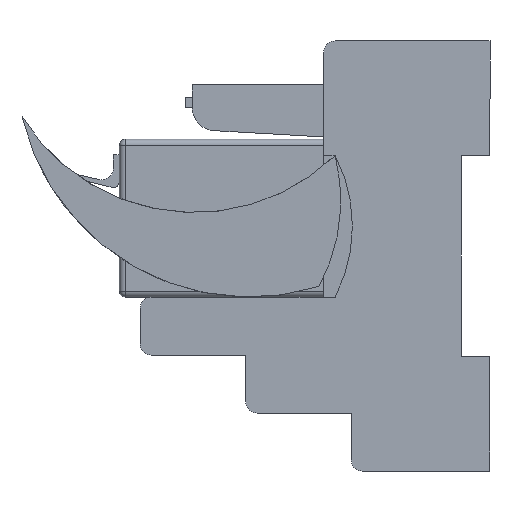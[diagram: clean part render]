
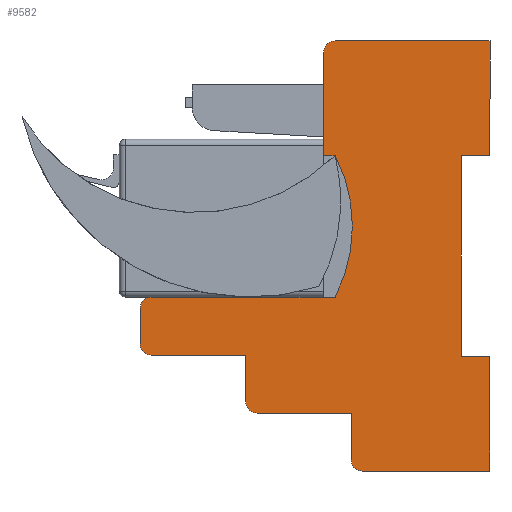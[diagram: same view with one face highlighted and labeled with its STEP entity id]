
A CAD part, left-side view. The second image highlights one B-rep face of the part: STEP entity #9582.
In plain terms, the highlighted planar face has unit normal (-1, 0, 0).
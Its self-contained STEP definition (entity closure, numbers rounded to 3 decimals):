
#4335=CARTESIAN_POINT('',(0.0,61.,-52.77));
#4336=VERTEX_POINT('',#4335);
#4345=CARTESIAN_POINT('',(0.0,61.,-46.655));
#4346=VERTEX_POINT('',#4345);
#4347=CARTESIAN_POINT('',(0.0,61.,-46.655));
#4348=DIRECTION('',(0.0,0.0,-1.0));
#4349=VECTOR('',#4348,6.115);
#4350=LINE('',#4347,#4349);
#4351=EDGE_CURVE('',#4346,#4336,#4350,.T.);
#9353=CARTESIAN_POINT('',(0.0,29.,-2.));
#9354=VERTEX_POINT('',#9353);
#9361=CARTESIAN_POINT('',(0.0,27.,0.0));
#9362=VERTEX_POINT('',#9361);
#9363=CARTESIAN_POINT('',(0.0,27.,-2.));
#9364=DIRECTION('',(1.0,0.0,0.0));
#9365=DIRECTION('',(0.0,0.707,0.707));
#9366=AXIS2_PLACEMENT_3D('',#9363,#9364,#9365);
#9367=CIRCLE('',#9366,2.0);
#9368=EDGE_CURVE('',#9354,#9362,#9367,.T.);
#9385=CARTESIAN_POINT('',(0.0,0.0,0.0));
#9386=VERTEX_POINT('',#9385);
#9387=CARTESIAN_POINT('',(0.0,27.,0.0));
#9388=DIRECTION('',(0.0,-1.0,0.0));
#9389=VECTOR('',#9388,27.);
#9390=LINE('',#9387,#9389);
#9391=EDGE_CURVE('',#9362,#9386,#9390,.T.);
#9410=CARTESIAN_POINT('',(0.0,51.8,-49.712));
#9411=DIRECTION('',(1.0,0.0,0.0));
#9412=DIRECTION('',(0.0,0.0,-1.0));
#9413=AXIS2_PLACEMENT_3D('',#9410,#9411,#9412);
#9414=PLANE('',#9413);
#9415=ORIENTED_EDGE('',*,*,#9368,.F.);
#9416=CARTESIAN_POINT('',(0.0,29.,-20.0));
#9417=VERTEX_POINT('',#9416);
#9418=CARTESIAN_POINT('',(0.0,29.,-20.0));
#9419=DIRECTION('',(0.0,0.0,1.0));
#9420=VECTOR('',#9419,18.);
#9421=LINE('',#9418,#9420);
#9422=EDGE_CURVE('',#9417,#9354,#9421,.T.);
#9423=ORIENTED_EDGE('',*,*,#9422,.F.);
#9424=CARTESIAN_POINT('',(0.0,27.,-20.0));
#9425=VERTEX_POINT('',#9424);
#9426=CARTESIAN_POINT('',(0.0,29.,-20.));
#9427=DIRECTION('',(0.0,-1.0,0.0));
#9428=VECTOR('',#9427,2.);
#9429=LINE('',#9426,#9428);
#9430=EDGE_CURVE('',#9417,#9425,#9429,.T.);
#9431=ORIENTED_EDGE('',*,*,#9430,.T.);
#9432=CARTESIAN_POINT('',(0.0,24.,-32.081));
#9433=VERTEX_POINT('',#9432);
#9434=CARTESIAN_POINT('',(0.0,50.321,-32.204));
#9435=DIRECTION('',(1.0,0.0,0.0));
#9436=DIRECTION('',(0.0,-0.886,0.464));
#9437=AXIS2_PLACEMENT_3D('',#9434,#9435,#9436);
#9438=CIRCLE('',#9437,26.321);
#9439=EDGE_CURVE('',#9425,#9433,#9438,.T.);
#9440=ORIENTED_EDGE('',*,*,#9439,.T.);
#9441=CARTESIAN_POINT('',(0.0,24.,-32.574));
#9442=VERTEX_POINT('',#9441);
#9443=CARTESIAN_POINT('',(0.0,24.,-32.081));
#9444=DIRECTION('',(0.0,0.0,-1.0));
#9445=VECTOR('',#9444,0.494);
#9446=LINE('',#9443,#9445);
#9447=EDGE_CURVE('',#9433,#9442,#9446,.T.);
#9448=ORIENTED_EDGE('',*,*,#9447,.T.);
#9449=CARTESIAN_POINT('',(0.0,27.,-44.655));
#9450=VERTEX_POINT('',#9449);
#9451=CARTESIAN_POINT('',(0.0,50.321,-32.451));
#9452=DIRECTION('',(1.0,0.0,0.0));
#9453=DIRECTION('',(0.0,-1.,0.005));
#9454=AXIS2_PLACEMENT_3D('',#9451,#9452,#9453);
#9455=CIRCLE('',#9454,26.321);
#9456=EDGE_CURVE('',#9442,#9450,#9455,.T.);
#9457=ORIENTED_EDGE('',*,*,#9456,.T.);
#9458=CARTESIAN_POINT('',(0.0,59.,-44.655));
#9459=VERTEX_POINT('',#9458);
#9460=CARTESIAN_POINT('',(0.0,27.,-44.655));
#9461=DIRECTION('',(0.0,1.0,0.0));
#9462=VECTOR('',#9461,32.);
#9463=LINE('',#9460,#9462);
#9464=EDGE_CURVE('',#9450,#9459,#9463,.T.);
#9465=ORIENTED_EDGE('',*,*,#9464,.T.);
#9466=CARTESIAN_POINT('',(0.0,59.,-46.655));
#9467=DIRECTION('',(1.0,0.0,0.0));
#9468=DIRECTION('',(0.0,0.707,0.707));
#9469=AXIS2_PLACEMENT_3D('',#9466,#9467,#9468);
#9470=CIRCLE('',#9469,2.0);
#9471=EDGE_CURVE('',#4346,#9459,#9470,.T.);
#9472=ORIENTED_EDGE('',*,*,#9471,.F.);
#9473=ORIENTED_EDGE('',*,*,#4351,.T.);
#9474=CARTESIAN_POINT('',(0.0,59.,-54.77));
#9475=VERTEX_POINT('',#9474);
#9476=CARTESIAN_POINT('',(0.0,59.,-52.77));
#9477=DIRECTION('',(1.0,0.0,0.0));
#9478=DIRECTION('',(0.0,0.707,-0.707));
#9479=AXIS2_PLACEMENT_3D('',#9476,#9477,#9478);
#9480=CIRCLE('',#9479,2.0);
#9481=EDGE_CURVE('',#9475,#4336,#9480,.T.);
#9482=ORIENTED_EDGE('',*,*,#9481,.F.);
#9483=CARTESIAN_POINT('',(0.0,42.6,-54.77));
#9484=VERTEX_POINT('',#9483);
#9485=CARTESIAN_POINT('',(0.0,59.,-54.77));
#9486=DIRECTION('',(0.0,-1.0,0.0));
#9487=VECTOR('',#9486,16.4);
#9488=LINE('',#9485,#9487);
#9489=EDGE_CURVE('',#9475,#9484,#9488,.T.);
#9490=ORIENTED_EDGE('',*,*,#9489,.T.);
#9491=CARTESIAN_POINT('',(0.0,42.6,-62.885));
#9492=VERTEX_POINT('',#9491);
#9493=CARTESIAN_POINT('',(0.0,42.6,-62.885));
#9494=DIRECTION('',(0.0,0.0,1.0));
#9495=VECTOR('',#9494,8.115);
#9496=LINE('',#9493,#9495);
#9497=EDGE_CURVE('',#9492,#9484,#9496,.T.);
#9498=ORIENTED_EDGE('',*,*,#9497,.F.);
#9499=CARTESIAN_POINT('',(0.0,40.6,-64.885));
#9500=VERTEX_POINT('',#9499);
#9501=CARTESIAN_POINT('',(0.0,40.6,-62.885));
#9502=DIRECTION('',(1.0,0.0,0.0));
#9503=DIRECTION('',(0.0,0.707,-0.707));
#9504=AXIS2_PLACEMENT_3D('',#9501,#9502,#9503);
#9505=CIRCLE('',#9504,2.0);
#9506=EDGE_CURVE('',#9500,#9492,#9505,.T.);
#9507=ORIENTED_EDGE('',*,*,#9506,.F.);
#9508=CARTESIAN_POINT('',(0.0,24.2,-64.885));
#9509=VERTEX_POINT('',#9508);
#9510=CARTESIAN_POINT('',(0.0,24.2,-64.885));
#9511=DIRECTION('',(0.0,1.0,0.0));
#9512=VECTOR('',#9511,16.4);
#9513=LINE('',#9510,#9512);
#9514=EDGE_CURVE('',#9509,#9500,#9513,.T.);
#9515=ORIENTED_EDGE('',*,*,#9514,.F.);
#9516=CARTESIAN_POINT('',(0.0,24.2,-73.));
#9517=VERTEX_POINT('',#9516);
#9518=CARTESIAN_POINT('',(0.0,24.2,-73.));
#9519=DIRECTION('',(0.0,0.0,1.0));
#9520=VECTOR('',#9519,8.115);
#9521=LINE('',#9518,#9520);
#9522=EDGE_CURVE('',#9517,#9509,#9521,.T.);
#9523=ORIENTED_EDGE('',*,*,#9522,.F.);
#9524=CARTESIAN_POINT('',(0.0,22.2,-75.));
#9525=VERTEX_POINT('',#9524);
#9526=CARTESIAN_POINT('',(0.0,22.2,-73.));
#9527=DIRECTION('',(1.0,0.0,0.0));
#9528=DIRECTION('',(0.0,0.707,-0.707));
#9529=AXIS2_PLACEMENT_3D('',#9526,#9527,#9528);
#9530=CIRCLE('',#9529,2.0);
#9531=EDGE_CURVE('',#9525,#9517,#9530,.T.);
#9532=ORIENTED_EDGE('',*,*,#9531,.F.);
#9533=CARTESIAN_POINT('',(0.0,0.,-75.0));
#9534=VERTEX_POINT('',#9533);
#9535=CARTESIAN_POINT('',(0.0,0.,-75.0));
#9536=DIRECTION('',(0.0,1.0,0.0));
#9537=VECTOR('',#9536,22.2);
#9538=LINE('',#9535,#9537);
#9539=EDGE_CURVE('',#9534,#9525,#9538,.T.);
#9540=ORIENTED_EDGE('',*,*,#9539,.F.);
#9541=CARTESIAN_POINT('',(0.0,0.,-55.0));
#9542=VERTEX_POINT('',#9541);
#9543=CARTESIAN_POINT('',(0.0,0.,-55.0));
#9544=DIRECTION('',(0.0,0.0,-1.0));
#9545=VECTOR('',#9544,20.0);
#9546=LINE('',#9543,#9545);
#9547=EDGE_CURVE('',#9542,#9534,#9546,.T.);
#9548=ORIENTED_EDGE('',*,*,#9547,.F.);
#9549=CARTESIAN_POINT('',(0.0,5.,-55.0));
#9550=VERTEX_POINT('',#9549);
#9551=CARTESIAN_POINT('',(0.0,0.,-55.0));
#9552=DIRECTION('',(0.0,1.0,0.0));
#9553=VECTOR('',#9552,5.);
#9554=LINE('',#9551,#9553);
#9555=EDGE_CURVE('',#9542,#9550,#9554,.T.);
#9556=ORIENTED_EDGE('',*,*,#9555,.T.);
#9557=CARTESIAN_POINT('',(0.0,5.,-20.0));
#9558=VERTEX_POINT('',#9557);
#9559=CARTESIAN_POINT('',(0.0,5.,-55.0));
#9560=DIRECTION('',(0.0,0.0,1.0));
#9561=VECTOR('',#9560,35.0);
#9562=LINE('',#9559,#9561);
#9563=EDGE_CURVE('',#9550,#9558,#9562,.T.);
#9564=ORIENTED_EDGE('',*,*,#9563,.T.);
#9565=CARTESIAN_POINT('',(0.0,0.,-20.0));
#9566=VERTEX_POINT('',#9565);
#9567=CARTESIAN_POINT('',(0.0,5.,-20.0));
#9568=DIRECTION('',(0.0,-1.0,0.0));
#9569=VECTOR('',#9568,5.);
#9570=LINE('',#9567,#9569);
#9571=EDGE_CURVE('',#9558,#9566,#9570,.T.);
#9572=ORIENTED_EDGE('',*,*,#9571,.T.);
#9573=CARTESIAN_POINT('',(0.0,0.0,0.0));
#9574=DIRECTION('',(0.0,0.0,-1.0));
#9575=VECTOR('',#9574,20.0);
#9576=LINE('',#9573,#9575);
#9577=EDGE_CURVE('',#9386,#9566,#9576,.T.);
#9578=ORIENTED_EDGE('',*,*,#9577,.F.);
#9579=ORIENTED_EDGE('',*,*,#9391,.F.);
#9580=EDGE_LOOP('',(#9415,#9423,#9431,#9440,#9448,#9457,#9465,#9472,#9473,#9482,#9490,#9498,#9507,#9515,#9523,#9532,#9540,#9548,#9556,#9564,#9572,#9578,#9579));
#9581=FACE_OUTER_BOUND('',#9580,.T.);
#9582=ADVANCED_FACE('',(#9581),#9414,.F.);
